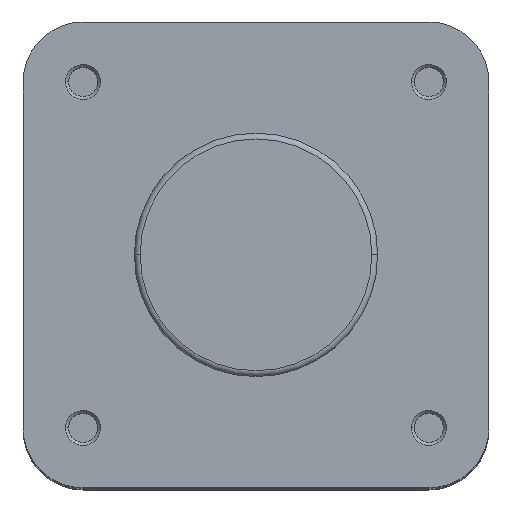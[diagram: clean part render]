
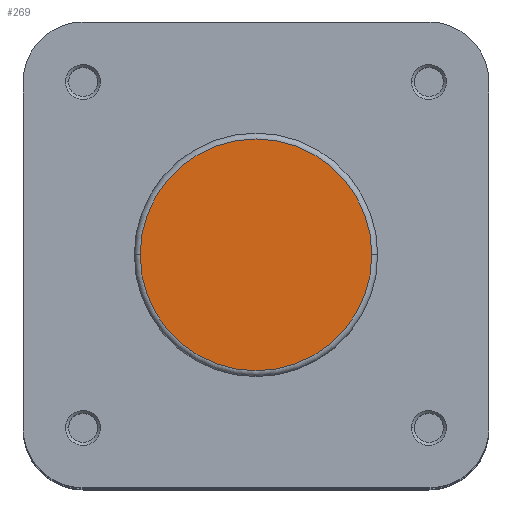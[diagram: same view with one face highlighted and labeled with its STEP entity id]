
A CAD part, top view. The second image highlights one B-rep face of the part: STEP entity #269.
In plain terms, the highlighted planar face has unit normal (0, 0, 1).
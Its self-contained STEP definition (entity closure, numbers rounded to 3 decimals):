
#2 = AXIS2_PLACEMENT_3D ( 'NONE', #3798, #3814, #3815 ) ;
#28 = EDGE_CURVE ( 'NONE', #3709, #3710, #2301, .T. ) ;
#228 = EDGE_CURVE ( 'NONE', #3710, #3709, #2508, .T. ) ;
#269 = ADVANCED_FACE ( 'NONE', ( #2596 ), #4378, .F. ) ;
#1195 = CARTESIAN_POINT ( 'NONE',  ( -19.9, 0., 0. ) ) ;
#1196 = CARTESIAN_POINT ( 'NONE',  ( 19.9, 0., 0. ) ) ;
#2091 = EDGE_LOOP ( 'NONE', ( #4838, #5142 ) ) ;
#2301 = CIRCLE ( 'NONE', #2, 19.9 ) ;
#2508 = CIRCLE ( 'NONE', #2984, 19.9 ) ;
#2596 = FACE_OUTER_BOUND ( 'NONE', #2091, .T. ) ;
#2984 = AXIS2_PLACEMENT_3D ( 'NONE', #4230, #4231, #4232 ) ;
#3025 = AXIS2_PLACEMENT_3D ( 'NONE', #4377, #4380, #4381 ) ;
#3709 = VERTEX_POINT ( 'NONE', #1195 ) ;
#3710 = VERTEX_POINT ( 'NONE', #1196 ) ;
#3798 = CARTESIAN_POINT ( 'NONE',  ( 0., 0., 0. ) ) ;
#3814 = DIRECTION ( 'NONE',  ( 0., 0., 1. ) ) ;
#3815 = DIRECTION ( 'NONE',  ( -1., 0., 0. ) ) ;
#4230 = CARTESIAN_POINT ( 'NONE',  ( 0., 0., 0. ) ) ;
#4231 = DIRECTION ( 'NONE',  ( 0., 0., 1. ) ) ;
#4232 = DIRECTION ( 'NONE',  ( -1., 0., 0. ) ) ;
#4377 = CARTESIAN_POINT ( 'NONE',  ( 0., 20.9, 0. ) ) ;
#4378 = PLANE ( 'NONE',  #3025 ) ;
#4380 = DIRECTION ( 'NONE',  ( 0., 0., -1. ) ) ;
#4381 = DIRECTION ( 'NONE',  ( -1., 0., 0. ) ) ;
#4838 = ORIENTED_EDGE ( 'NONE', *, *, #28, .T. ) ;
#5142 = ORIENTED_EDGE ( 'NONE', *, *, #228, .T. ) ;
